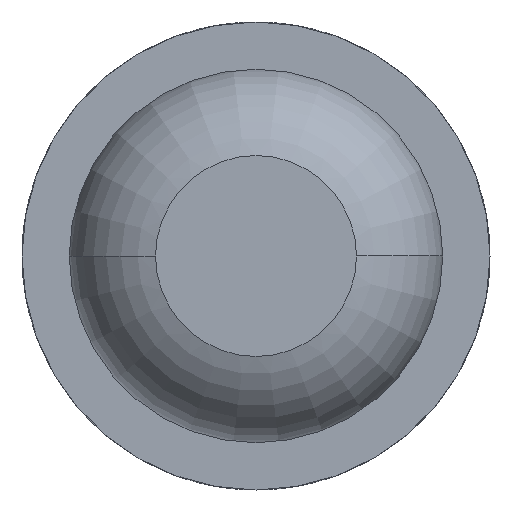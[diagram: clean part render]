
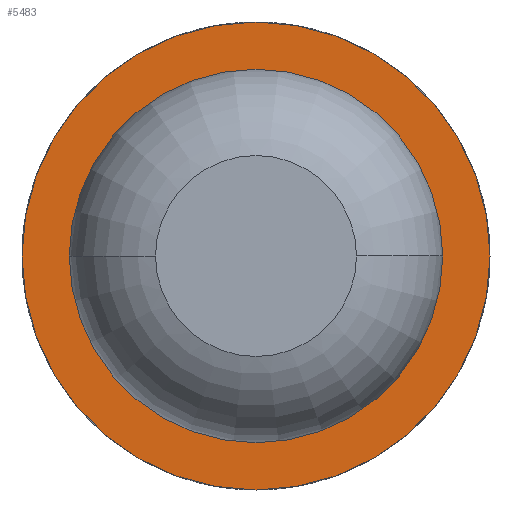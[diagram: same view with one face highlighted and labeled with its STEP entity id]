
A CAD part, front view. The second image highlights one B-rep face of the part: STEP entity #5483.
In plain terms, the highlighted planar face has unit normal (0, -1, 0).
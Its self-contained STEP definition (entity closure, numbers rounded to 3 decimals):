
#3 = CARTESIAN_POINT ( 'NONE',  ( 0., 6.4, 1.98 ) ) ;
#8 = CIRCLE ( 'NONE', #2629, 1.98 ) ;
#250 = CARTESIAN_POINT ( 'NONE',  ( 0., 6.4, 0. ) ) ;
#476 = EDGE_CURVE ( 'Defeature ausgef�hrt1_7+Defeature ausgef�hrt1_6+Defeature ausgef�hrt1_6+Defeature ausgef�hrt1_6', #2133, #5795, #8, .T. ) ;
#560 = CARTESIAN_POINT ( 'NONE',  ( 0., 6.4, -1.015 ) ) ;
#600 = DIRECTION ( 'NONE',  ( 0., -1., 0. ) ) ;
#982 = CIRCLE ( 'NONE', #2802, 1.015 ) ;
#1000 = EDGE_CURVE ( 'Defeature ausgef�hrt1_5+Defeature ausgef�hrt1_7+Defeature ausgef�hrt1_7+Defeature ausgef�hrt1_7', #3253, #5378, #982, .T. ) ;
#1500 = DIRECTION ( 'NONE',  ( 0., 0., -1. ) ) ;
#1690 = ORIENTED_EDGE ( 'NONE', *, *, #4383, .T. ) ;
#1739 = DIRECTION ( 'NONE',  ( 0., -1., 0. ) ) ;
#1744 = DIRECTION ( 'NONE',  ( 0., 0., -1. ) ) ;
#2080 = ORIENTED_EDGE ( 'NONE', *, *, #1000, .F. ) ;
#2089 = CARTESIAN_POINT ( 'NONE',  ( 0., 6.4, 0. ) ) ;
#2125 = EDGE_CURVE ( 'Defeature ausgef�hrt1_5+Defeature ausgef�hrt1_7+Defeature ausgef�hrt1_7+Defeature ausgef�hrt1_7', #5378, #3253, #6105, .T. ) ;
#2133 = VERTEX_POINT ( 'NONE', #5804 ) ;
#2260 = EDGE_LOOP ( 'NONE', ( #6058, #1690 ) ) ;
#2629 = AXIS2_PLACEMENT_3D ( 'NONE', #4752, #1739, #6362 ) ;
#2647 = DIRECTION ( 'NONE',  ( 0., 0., -1. ) ) ;
#2802 = AXIS2_PLACEMENT_3D ( 'NONE', #2089, #4608, #1500 ) ;
#2816 = FACE_BOUND ( 'NONE', #4282, .T. ) ;
#3052 = ORIENTED_EDGE ( 'NONE', *, *, #2125, .F. ) ;
#3253 = VERTEX_POINT ( 'NONE', #5602 ) ;
#3672 = CARTESIAN_POINT ( 'NONE',  ( 1.98, 6.4, 0. ) ) ;
#4126 = AXIS2_PLACEMENT_3D ( 'NONE', #4287, #5242, #1744 ) ;
#4282 = EDGE_LOOP ( 'NONE', ( #3052, #2080 ) ) ;
#4287 = CARTESIAN_POINT ( 'NONE',  ( 0., 6.4, 0. ) ) ;
#4383 = EDGE_CURVE ( 'Defeature ausgef�hrt1_7+Defeature ausgef�hrt1_6+Defeature ausgef�hrt1_6+Defeature ausgef�hrt1_6', #5795, #2133, #6296, .T. ) ;
#4608 = DIRECTION ( 'NONE',  ( 0., -1., 0. ) ) ;
#4752 = CARTESIAN_POINT ( 'NONE',  ( 0., 6.4, 0. ) ) ;
#5242 = DIRECTION ( 'NONE',  ( 0., -1., 0. ) ) ;
#5249 = DIRECTION ( 'NONE',  ( 0., -1., 0. ) ) ;
#5378 = VERTEX_POINT ( 'NONE', #560 ) ;
#5483 = ADVANCED_FACE ( 'Defeature ausgef�hrt1_7', ( #6371, #2816 ), #5634, .T. ) ;
#5602 = CARTESIAN_POINT ( 'NONE',  ( 0., 6.4, 1.015 ) ) ;
#5634 = PLANE ( 'NONE',  #6053 ) ;
#5795 = VERTEX_POINT ( 'NONE', #3 ) ;
#5804 = CARTESIAN_POINT ( 'NONE',  ( 0., 6.4, -1.98 ) ) ;
#6053 = AXIS2_PLACEMENT_3D ( 'NONE', #3672, #600, #6132 ) ;
#6058 = ORIENTED_EDGE ( 'NONE', *, *, #476, .T. ) ;
#6105 = CIRCLE ( 'NONE', #4126, 1.015 ) ;
#6132 = DIRECTION ( 'NONE',  ( 0., 0., -1. ) ) ;
#6296 = CIRCLE ( 'NONE', #6406, 1.98 ) ;
#6362 = DIRECTION ( 'NONE',  ( 0., 0., -1. ) ) ;
#6371 = FACE_OUTER_BOUND ( 'NONE', #2260, .T. ) ;
#6406 = AXIS2_PLACEMENT_3D ( 'NONE', #250, #5249, #2647 ) ;
